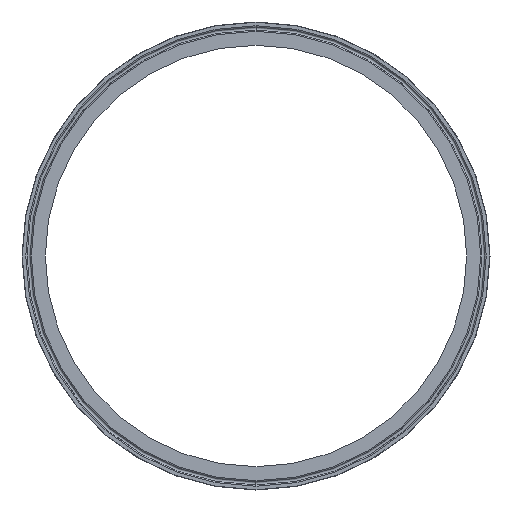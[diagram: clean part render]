
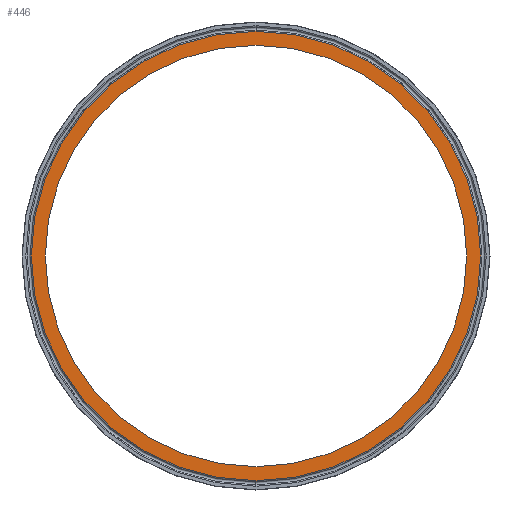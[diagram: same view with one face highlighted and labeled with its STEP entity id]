
A CAD part, left-side view. The second image highlights one B-rep face of the part: STEP entity #446.
In plain terms, the highlighted planar face has unit normal (-1, 0, 0).
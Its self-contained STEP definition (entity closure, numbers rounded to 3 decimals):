
#39 = CIRCLE ( 'NONE', #340, 152.395 ) ;
#99 = DIRECTION ( 'NONE',  ( 0., 0., -1. ) ) ;
#116 = ORIENTED_EDGE ( 'NONE', *, *, #232, .T. ) ;
#119 = EDGE_LOOP ( 'NONE', ( #345, #714 ) ) ;
#149 = CARTESIAN_POINT ( 'NONE',  ( 0., 0., 0. ) ) ;
#154 = DIRECTION ( 'NONE',  ( -1., 0., 0. ) ) ;
#194 = AXIS2_PLACEMENT_3D ( 'NONE', #390, #154, #672 ) ;
#200 = EDGE_CURVE ( 'NONE', #448, #594, #472, .T. ) ;
#207 = CIRCLE ( 'NONE', #419, 162.497 ) ;
#232 = EDGE_CURVE ( 'NONE', #628, #601, #648, .T. ) ;
#234 = CARTESIAN_POINT ( 'NONE',  ( 0., 162.497, 0. ) ) ;
#262 = DIRECTION ( 'NONE',  ( -1., 0., 0. ) ) ;
#287 = EDGE_CURVE ( 'NONE', #594, #448, #39, .T. ) ;
#318 = AXIS2_PLACEMENT_3D ( 'NONE', #149, #262, #677 ) ;
#340 = AXIS2_PLACEMENT_3D ( 'NONE', #505, #568, #514 ) ;
#341 = DIRECTION ( 'NONE',  ( 0., 0., 1. ) ) ;
#345 = ORIENTED_EDGE ( 'NONE', *, *, #287, .F. ) ;
#350 = FACE_OUTER_BOUND ( 'NONE', #689, .T. ) ;
#390 = CARTESIAN_POINT ( 'NONE',  ( 0., 0., 0. ) ) ;
#393 = CARTESIAN_POINT ( 'NONE',  ( 0., 0., -162.497 ) ) ;
#415 = DIRECTION ( 'NONE',  ( 1., 0., 0. ) ) ;
#419 = AXIS2_PLACEMENT_3D ( 'NONE', #640, #535, #341 ) ;
#421 = FACE_BOUND ( 'NONE', #119, .T. ) ;
#446 = ADVANCED_FACE ( 'NONE', ( #421, #350 ), #636, .F. ) ;
#448 = VERTEX_POINT ( 'NONE', #477 ) ;
#467 = EDGE_CURVE ( 'NONE', #601, #628, #207, .T. ) ;
#472 = CIRCLE ( 'NONE', #194, 152.395 ) ;
#477 = CARTESIAN_POINT ( 'NONE',  ( 0., 0., -152.395 ) ) ;
#485 = CARTESIAN_POINT ( 'NONE',  ( 0., 0., 152.395 ) ) ;
#505 = CARTESIAN_POINT ( 'NONE',  ( 0., 0., 0. ) ) ;
#514 = DIRECTION ( 'NONE',  ( 0., 0., 1. ) ) ;
#530 = ORIENTED_EDGE ( 'NONE', *, *, #467, .T. ) ;
#535 = DIRECTION ( 'NONE',  ( -1., 0., 0. ) ) ;
#550 = CARTESIAN_POINT ( 'NONE',  ( 0., 0., 162.497 ) ) ;
#568 = DIRECTION ( 'NONE',  ( -1., 0., 0. ) ) ;
#594 = VERTEX_POINT ( 'NONE', #485 ) ;
#601 = VERTEX_POINT ( 'NONE', #550 ) ;
#628 = VERTEX_POINT ( 'NONE', #393 ) ;
#636 = PLANE ( 'NONE',  #688 ) ;
#640 = CARTESIAN_POINT ( 'NONE',  ( 0., 0., 0. ) ) ;
#648 = CIRCLE ( 'NONE', #318, 162.497 ) ;
#672 = DIRECTION ( 'NONE',  ( 0., 0., 1. ) ) ;
#677 = DIRECTION ( 'NONE',  ( 0., 0., 1. ) ) ;
#688 = AXIS2_PLACEMENT_3D ( 'NONE', #234, #415, #99 ) ;
#689 = EDGE_LOOP ( 'NONE', ( #530, #116 ) ) ;
#714 = ORIENTED_EDGE ( 'NONE', *, *, #200, .F. ) ;
